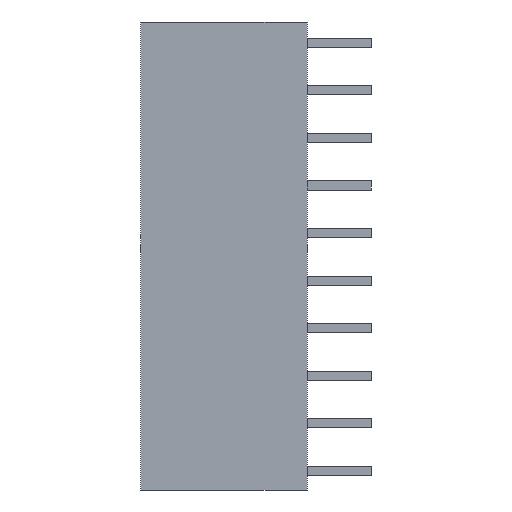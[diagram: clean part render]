
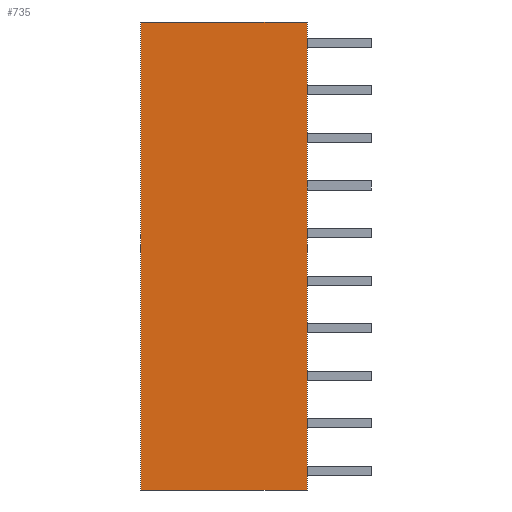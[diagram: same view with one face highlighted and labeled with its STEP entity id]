
A CAD part, left-side view. The second image highlights one B-rep face of the part: STEP entity #735.
In plain terms, the highlighted planar face has unit normal (-1, 0, 0).
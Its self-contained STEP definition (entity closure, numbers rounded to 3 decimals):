
#1=DIRECTION('',(0.,-1.,0.));
#2=VECTOR('',#1,8.89);
#3=CARTESIAN_POINT('',(-1.08,8.89,0.));
#4=LINE('',#3,#2);
#17=DIRECTION('',(0.,0.,1.));
#18=VECTOR('',#17,24.99);
#19=CARTESIAN_POINT('',(-1.08,8.89,0.));
#20=LINE('',#19,#18);
#29=DIRECTION('',(0.,0.,1.));
#30=VECTOR('',#29,24.99);
#31=CARTESIAN_POINT('',(-1.08,0.,0.));
#32=LINE('',#31,#30);
#193=DIRECTION('',(0.,-1.,0.));
#194=VECTOR('',#193,8.89);
#195=CARTESIAN_POINT('',(-1.08,8.89,24.99));
#196=LINE('',#195,#194);
#529=CARTESIAN_POINT('',(-1.08,8.89,0.));
#530=CARTESIAN_POINT('',(-1.08,0.,0.));
#531=VERTEX_POINT('',#529);
#532=VERTEX_POINT('',#530);
#537=CARTESIAN_POINT('',(-1.08,8.89,24.99));
#538=CARTESIAN_POINT('',(-1.08,0.,24.99));
#539=VERTEX_POINT('',#537);
#540=VERTEX_POINT('',#538);
#721=CARTESIAN_POINT('',(-1.08,8.89,0.));
#722=DIRECTION('',(-1.,0.,0.));
#723=DIRECTION('',(0.,-1.,0.));
#724=AXIS2_PLACEMENT_3D('',#721,#722,#723);
#725=PLANE('',#724);
#726=ORIENTED_EDGE('',*,*,#710,.F.);
#728=ORIENTED_EDGE('',*,*,#727,.T.);
#730=ORIENTED_EDGE('',*,*,#729,.T.);
#732=ORIENTED_EDGE('',*,*,#731,.F.);
#733=EDGE_LOOP('',(#726,#728,#730,#732));
#734=FACE_OUTER_BOUND('',#733,.F.);
#710=EDGE_CURVE('',#531,#532,#4,.T.);
#727=EDGE_CURVE('',#531,#539,#20,.T.);
#729=EDGE_CURVE('',#539,#540,#196,.T.);
#731=EDGE_CURVE('',#532,#540,#32,.T.);
#735=ADVANCED_FACE('',(#734),#725,.T.);
